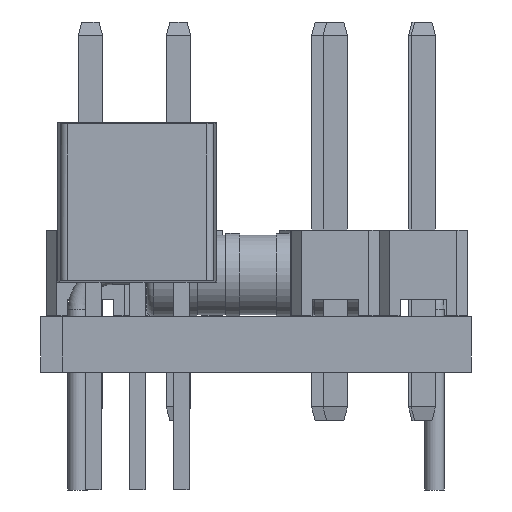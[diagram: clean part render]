
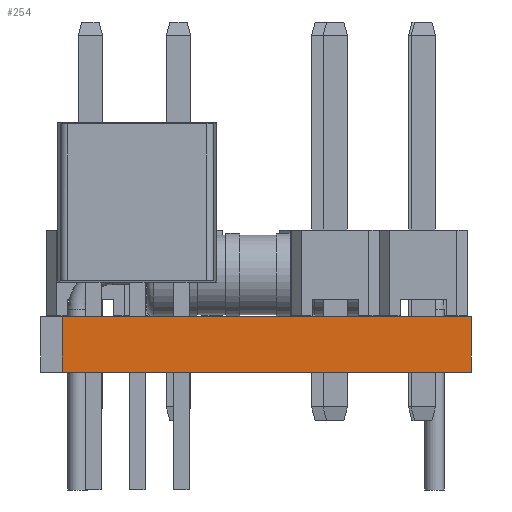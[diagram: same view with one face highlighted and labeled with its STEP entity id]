
A CAD part, left-side view. The second image highlights one B-rep face of the part: STEP entity #254.
In plain terms, the highlighted planar face has unit normal (-1, 0, 0).
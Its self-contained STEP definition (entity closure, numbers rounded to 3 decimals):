
#125 = EDGE_CURVE('',#126,#128,#130,.T.);
#126 = VERTEX_POINT('',#127);
#127 = CARTESIAN_POINT('',(12.332,70.485,0.));
#128 = VERTEX_POINT('',#129);
#129 = CARTESIAN_POINT('',(12.332,70.485,
    1.6));
#130 = LINE('',#131,#132);
#131 = CARTESIAN_POINT('',(12.332,70.485,0.));
#132 = VECTOR('',#133,1.);
#133 = DIRECTION('',(0.,0.,1.));
#229 = VERTEX_POINT('',#230);
#230 = CARTESIAN_POINT('',(12.332,58.687,
    1.6));
#236 = EDGE_CURVE('',#237,#229,#239,.T.);
#237 = VERTEX_POINT('',#238);
#238 = CARTESIAN_POINT('',(12.332,58.687,0.));
#239 = LINE('',#240,#241);
#240 = CARTESIAN_POINT('',(12.332,58.687,0.));
#241 = VECTOR('',#242,1.);
#242 = DIRECTION('',(0.,0.,1.));
#254 = ADVANCED_FACE('',(#255),#271,.T.);
#255 = FACE_BOUND('',#256,.T.);
#256 = EDGE_LOOP('',(#257,#258,#264,#265));
#257 = ORIENTED_EDGE('',*,*,#236,.T.);
#258 = ORIENTED_EDGE('',*,*,#259,.T.);
#259 = EDGE_CURVE('',#229,#128,#260,.T.);
#260 = LINE('',#261,#262);
#261 = CARTESIAN_POINT('',(12.332,58.687,
    1.6));
#262 = VECTOR('',#263,1.);
#263 = DIRECTION('',(0.,1.,0.));
#264 = ORIENTED_EDGE('',*,*,#125,.F.);
#265 = ORIENTED_EDGE('',*,*,#266,.F.);
#266 = EDGE_CURVE('',#237,#126,#267,.T.);
#267 = LINE('',#268,#269);
#268 = CARTESIAN_POINT('',(12.332,58.687,0.));
#269 = VECTOR('',#270,1.);
#270 = DIRECTION('',(0.,1.,0.));
#271 = PLANE('',#272);
#272 = AXIS2_PLACEMENT_3D('',#273,#274,#275);
#273 = CARTESIAN_POINT('',(12.332,58.687,0.));
#274 = DIRECTION('',(-1.,0.,0.));
#275 = DIRECTION('',(0.,1.,0.));
